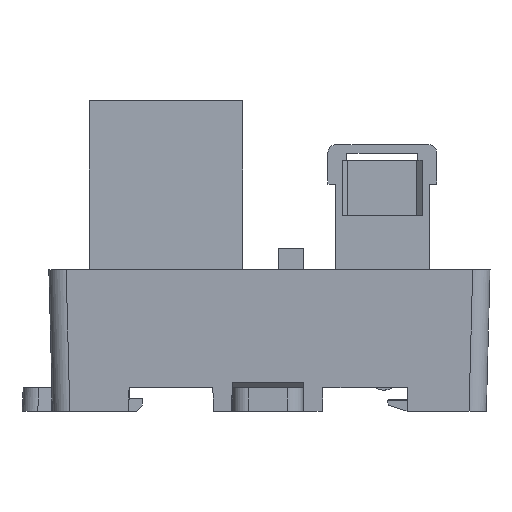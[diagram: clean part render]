
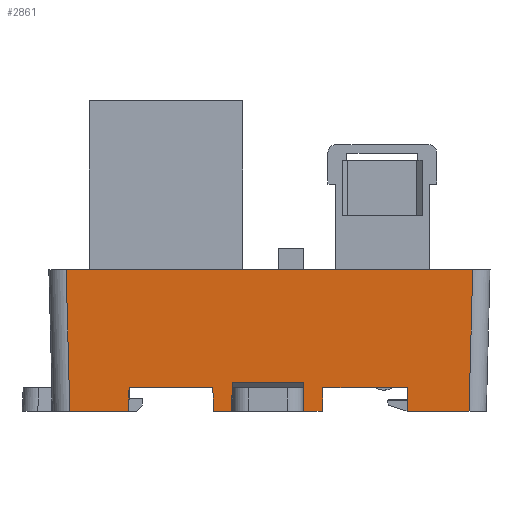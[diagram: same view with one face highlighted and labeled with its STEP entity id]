
A CAD part, left-side view. The second image highlights one B-rep face of the part: STEP entity #2861.
In plain terms, the highlighted planar face has unit normal (-1, 0, -0.026).
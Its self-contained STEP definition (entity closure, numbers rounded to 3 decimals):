
#1715=FACE_OUTER_BOUND('',#5662,.T.);
#2861=ADVANCED_FACE('',(#1715),#4060,.T.);
#4060=PLANE('',#24720);
#5662=EDGE_LOOP('',(#8084,#8085,#8086,#8087,#8088,#8089,#8090,#8091,#8092,
#8093,#8094,#8095,#8096,#8097,#8098,#8099));
#8084=ORIENTED_EDGE('',*,*,#16300,.F.);
#8085=ORIENTED_EDGE('',*,*,#16259,.T.);
#8086=ORIENTED_EDGE('',*,*,#16304,.T.);
#8087=ORIENTED_EDGE('',*,*,#15924,.T.);
#8088=ORIENTED_EDGE('',*,*,#16314,.T.);
#8089=ORIENTED_EDGE('',*,*,#16111,.T.);
#8090=ORIENTED_EDGE('',*,*,#16317,.T.);
#8091=ORIENTED_EDGE('',*,*,#16091,.F.);
#8092=ORIENTED_EDGE('',*,*,#16320,.T.);
#8093=ORIENTED_EDGE('',*,*,#16107,.T.);
#8094=ORIENTED_EDGE('',*,*,#16128,.F.);
#8095=ORIENTED_EDGE('',*,*,#15938,.T.);
#8096=ORIENTED_EDGE('',*,*,#16291,.F.);
#8097=ORIENTED_EDGE('',*,*,#16255,.T.);
#8098=ORIENTED_EDGE('',*,*,#16295,.F.);
#8099=ORIENTED_EDGE('',*,*,#16298,.T.);
#13714=VERTEX_POINT('',#32850);
#13715=VERTEX_POINT('',#32852);
#13728=VERTEX_POINT('',#32878);
#13729=VERTEX_POINT('',#32880);
#13841=VERTEX_POINT('',#33187);
#13842=VERTEX_POINT('',#33189);
#13850=VERTEX_POINT('',#33214);
#13851=VERTEX_POINT('',#33216);
#13854=VERTEX_POINT('',#33223);
#13855=VERTEX_POINT('',#33225);
#13942=VERTEX_POINT('',#33512);
#13944=VERTEX_POINT('',#33517);
#13947=VERTEX_POINT('',#33525);
#13948=VERTEX_POINT('',#33527);
#13967=VERTEX_POINT('',#33596);
#13968=VERTEX_POINT('',#33601);
#15924=EDGE_CURVE('',#13715,#13714,#19159,.T.);
#15938=EDGE_CURVE('',#13729,#13728,#19171,.T.);
#16091=EDGE_CURVE('',#13841,#13842,#19316,.T.);
#16107=EDGE_CURVE('',#13851,#13850,#19329,.T.);
#16111=EDGE_CURVE('',#13855,#13854,#19331,.T.);
#16128=EDGE_CURVE('',#13729,#13850,#19347,.T.);
#16255=EDGE_CURVE('',#13942,#13944,#19469,.T.);
#16259=EDGE_CURVE('',#13948,#13947,#19472,.T.);
#16291=EDGE_CURVE('',#13942,#13728,#19504,.T.);
#16295=EDGE_CURVE('',#13967,#13944,#19508,.T.);
#16298=EDGE_CURVE('',#13967,#13968,#19511,.T.);
#16300=EDGE_CURVE('',#13948,#13968,#19513,.T.);
#16304=EDGE_CURVE('',#13947,#13715,#19517,.T.);
#16314=EDGE_CURVE('',#13714,#13855,#19525,.T.);
#16317=EDGE_CURVE('',#13854,#13842,#19528,.T.);
#16320=EDGE_CURVE('',#13841,#13851,#19531,.T.);
#19159=LINE('',#32851,#21979);
#19171=LINE('',#32879,#21991);
#19316=LINE('',#33188,#22136);
#19329=LINE('',#33215,#22149);
#19331=LINE('',#33224,#22151);
#19347=LINE('',#33257,#22167);
#19469=LINE('',#33518,#22289);
#19472=LINE('',#33526,#22292);
#19504=LINE('',#33589,#22324);
#19508=LINE('',#33597,#22328);
#19511=LINE('',#33602,#22331);
#19513=LINE('',#33605,#22333);
#19517=LINE('',#33612,#22337);
#19525=LINE('',#33631,#22345);
#19528=LINE('',#33636,#22348);
#19531=LINE('',#33643,#22351);
#21979=VECTOR('',#26461,1.);
#21991=VECTOR('',#26477,1.);
#22136=VECTOR('',#26724,1.);
#22149=VECTOR('',#26747,1.);
#22151=VECTOR('',#26755,1.);
#22167=VECTOR('',#26781,1.);
#22289=VECTOR('',#27025,1.);
#22292=VECTOR('',#27032,1.);
#22324=VECTOR('',#27088,1.);
#22328=VECTOR('',#27098,1.);
#22331=VECTOR('',#27103,1.);
#22333=VECTOR('',#27107,1.);
#22337=VECTOR('',#27117,1.);
#22345=VECTOR('',#27143,1.);
#22348=VECTOR('',#27150,1.);
#22351=VECTOR('',#27161,1.);
#24720=AXIS2_PLACEMENT_3D('',#33645,#27164,#27165);
#26461=DIRECTION('',(0.,-1.,0.));
#26477=DIRECTION('',(0.,-1.,0.));
#26724=DIRECTION('',(0.,-1.,0.));
#26747=DIRECTION('',(0.,-1.,0.));
#26755=DIRECTION('',(0.,-1.,0.));
#26781=DIRECTION('',(0.026,0.017,-1.));
#27025=DIRECTION('',(0.,-1.,0.));
#27032=DIRECTION('',(0.,-1.,0.));
#27088=DIRECTION('',(-0.026,0.035,0.999));
#27098=DIRECTION('',(0.026,0.009,-1.));
#27103=DIRECTION('',(0.,-1.,0.));
#27107=DIRECTION('',(-0.026,0.009,1.));
#27117=DIRECTION('',(-0.026,-0.035,0.999));
#27143=DIRECTION('',(0.026,-0.017,-1.));
#27150=DIRECTION('',(-0.026,-0.026,0.999));
#27161=DIRECTION('',(0.026,-0.026,-0.999));
#27164=DIRECTION('',(-1.,0.,-0.026));
#27165=DIRECTION('',(-0.026,0.,1.));
#32850=CARTESIAN_POINT('',(-9.057,162.449,175.));
#32851=CARTESIAN_POINT('',(-9.057,180.199,175.));
#32852=CARTESIAN_POINT('',(-9.057,173.199,175.));
#32878=CARTESIAN_POINT('',(-9.057,187.199,175.));
#32879=CARTESIAN_POINT('',(-9.057,180.199,175.));
#32880=CARTESIAN_POINT('',(-9.057,197.849,175.));
#33187=CARTESIAN_POINT('',(-9.45,205.85,190.));
#33188=CARTESIAN_POINT('',(-9.45,179.699,190.));
#33189=CARTESIAN_POINT('',(-9.45,154.148,190.));
#33214=CARTESIAN_POINT('',(-8.979,197.901,172.));
#33215=CARTESIAN_POINT('',(-8.979,180.199,172.));
#33216=CARTESIAN_POINT('',(-8.979,205.378,172.));
#33223=CARTESIAN_POINT('',(-8.979,154.62,172.));
#33224=CARTESIAN_POINT('',(-8.979,179.699,172.));
#33225=CARTESIAN_POINT('',(-8.979,162.397,172.));
#33257=CARTESIAN_POINT('',(-9.026,197.87,173.796));
#33512=CARTESIAN_POINT('',(-8.979,187.094,172.));
#33517=CARTESIAN_POINT('',(-8.979,184.775,172.));
#33518=CARTESIAN_POINT('',(-8.979,180.199,172.));
#33525=CARTESIAN_POINT('',(-8.979,173.304,172.));
#33526=CARTESIAN_POINT('',(-8.979,180.199,172.));
#33527=CARTESIAN_POINT('',(-8.979,175.623,172.));
#33589=CARTESIAN_POINT('',(-9.026,187.157,173.798));
#33596=CARTESIAN_POINT('',(-9.076,184.743,175.726));
#33597=CARTESIAN_POINT('',(-9.451,184.618,190.04));
#33601=CARTESIAN_POINT('',(-9.076,175.655,175.726));
#33602=CARTESIAN_POINT('',(-9.076,-29.246,175.726));
#33605=CARTESIAN_POINT('',(-9.451,175.78,190.032));
#33612=CARTESIAN_POINT('',(-9.444,172.684,189.753));
#33631=CARTESIAN_POINT('',(-9.458,162.716,190.294));
#33636=CARTESIAN_POINT('',(-9.433,154.166,189.34));
#33643=CARTESIAN_POINT('',(-9.433,205.833,189.34));
#33645=CARTESIAN_POINT('',(-9.45,179.699,189.997));
